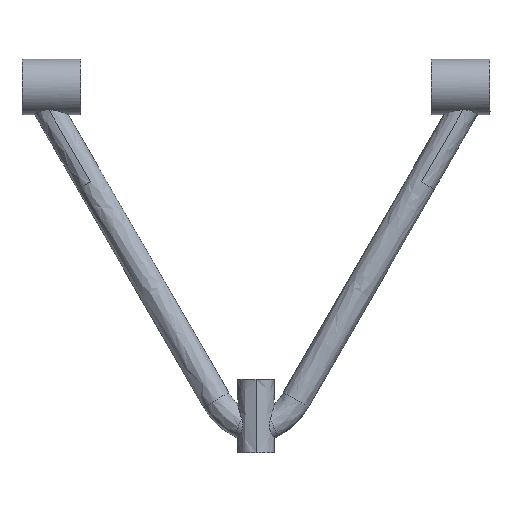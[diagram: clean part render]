
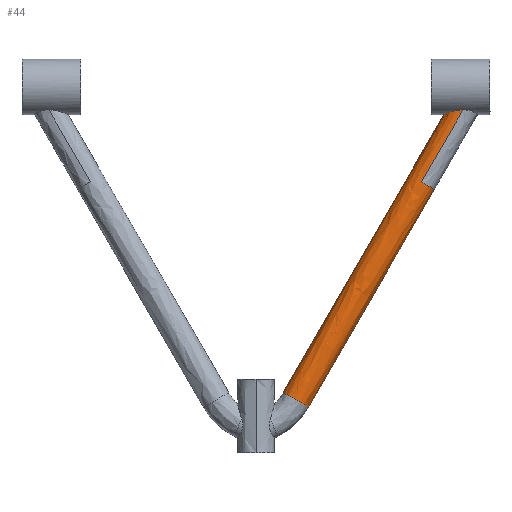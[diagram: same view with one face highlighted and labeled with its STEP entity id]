
A CAD part, front view. The second image highlights one B-rep face of the part: STEP entity #44.
In plain terms, the highlighted free-form (B-spline) face has degree [1, 2] with [2, 9] control points.
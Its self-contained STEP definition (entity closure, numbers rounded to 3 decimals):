
#44=ADVANCED_FACE('',(#104),#836,.T.);
#104=FACE_OUTER_BOUND('',#160,.T.);
#160=EDGE_LOOP('',(#293,#294,#295,#296,#297,#298,#299,#300));
#293=ORIENTED_EDGE('',*,*,#507,.T.);
#294=ORIENTED_EDGE('',*,*,#513,.F.);
#295=ORIENTED_EDGE('',*,*,#517,.T.);
#296=ORIENTED_EDGE('',*,*,#512,.T.);
#297=ORIENTED_EDGE('',*,*,#515,.F.);
#298=ORIENTED_EDGE('',*,*,#516,.F.);
#299=ORIENTED_EDGE('',*,*,#509,.T.);
#300=ORIENTED_EDGE('',*,*,#508,.T.);
#507=EDGE_CURVE('',#760,#759,#616,.T.);
#508=EDGE_CURVE('',#761,#760,#687,.T.);
#509=EDGE_CURVE('',#762,#761,#617,.T.);
#512=EDGE_CURVE('',#757,#764,#618,.T.);
#513=EDGE_CURVE('',#765,#759,#619,.T.);
#515=EDGE_CURVE('',#766,#764,#690,.T.);
#516=EDGE_CURVE('',#762,#766,#691,.T.);
#517=EDGE_CURVE('',#765,#757,#621,.T.);
#616=B_SPLINE_CURVE_WITH_KNOTS('',1,(#2205,#2206),.UNSPECIFIED.,.F.,.F.,
(2,2),(-56.83,0.),.UNSPECIFIED.);
#617=B_SPLINE_CURVE_WITH_KNOTS('',1,(#2210,#2211),.UNSPECIFIED.,.F.,.F.,
(2,2),(0.,172.195),.UNSPECIFIED.);
#618=B_SPLINE_CURVE_WITH_KNOTS('',1,(#2220,#2221),.UNSPECIFIED.,.F.,.F.,
(2,2),(86.619,258.814),.UNSPECIFIED.);
#619=B_SPLINE_CURVE_WITH_KNOTS('',3,(#2222,#2223,#2224,#2225,#2226,#2227,
#2228,#2229,#2230,#2231,#2232,#2233,#2234,#2235,#2236,#2237),
 .UNSPECIFIED.,.F.,.F.,(4,2,2,2,2,2,2,4),(0.,0.031,0.062,
0.125,0.25,0.5,0.75,
1.),.UNSPECIFIED.);
#621=B_SPLINE_CURVE_WITH_KNOTS('',1,(#2262,#2263),.UNSPECIFIED.,.F.,.F.,
(2,2),(33.356,81.128),.UNSPECIFIED.);
#687=(
BOUNDED_CURVE()
B_SPLINE_CURVE(2,(#2207,#2208,#2209),.UNSPECIFIED.,.F.,.F.)
B_SPLINE_CURVE_WITH_KNOTS((3,3),(-15.708,0.),.UNSPECIFIED.)
CURVE()
GEOMETRIC_REPRESENTATION_ITEM()
RATIONAL_B_SPLINE_CURVE((1.,0.707,1.))
REPRESENTATION_ITEM('')
);
#690=(
BOUNDED_CURVE()
B_SPLINE_CURVE(2,(#2254,#2255,#2256),.UNSPECIFIED.,.F.,.F.)
B_SPLINE_CURVE_WITH_KNOTS((3,3),(0.,2.124),.UNSPECIFIED.)
CURVE()
GEOMETRIC_REPRESENTATION_ITEM()
RATIONAL_B_SPLINE_CURVE((1.,0.994,1.))
REPRESENTATION_ITEM('')
);
#691=(
BOUNDED_CURVE()
B_SPLINE_CURVE(2,(#2257,#2258,#2259,#2260,#2261),.UNSPECIFIED.,.F.,.F.)
B_SPLINE_CURVE_WITH_KNOTS((3,2,3),(0.,14.646,29.292),
 .UNSPECIFIED.)
CURVE()
GEOMETRIC_REPRESENTATION_ITEM()
RATIONAL_B_SPLINE_CURVE((1.,0.744,1.,0.744,1.))
REPRESENTATION_ITEM('')
);
#757=VERTEX_POINT('',#2143);
#759=VERTEX_POINT('',#2145);
#760=VERTEX_POINT('',#2146);
#761=VERTEX_POINT('',#2147);
#762=VERTEX_POINT('',#2148);
#764=VERTEX_POINT('',#2150);
#765=VERTEX_POINT('',#2151);
#766=VERTEX_POINT('',#2152);
#836=(
BOUNDED_SURFACE()
B_SPLINE_SURFACE(1,2,((#1530,#1531,#1532,#1533,#1534,#1535,#1536,#1537,
#1538),(#1539,#1540,#1541,#1542,#1543,#1544,#1545,#1546,#1547)),
 .UNSPECIFIED.,.F.,.F.,.F.)
B_SPLINE_SURFACE_WITH_KNOTS((2,2),(3,2,2,2,3),(0.,286.281),(0.,
1.571,3.142,4.712,6.283),
 .UNSPECIFIED.)
GEOMETRIC_REPRESENTATION_ITEM()
RATIONAL_B_SPLINE_SURFACE(((1.,0.707,1.,0.707,1.,
0.707,1.,0.707,1.),(1.,0.707,1.,0.707,
1.,0.707,1.,0.707,1.)))
REPRESENTATION_ITEM('')
SURFACE()
);
#1530=CARTESIAN_POINT('',(-14.869,0.387,9.879));
#1531=CARTESIAN_POINT('',(-14.869,-9.606,10.27));
#1532=CARTESIAN_POINT('',(-6.209,-9.801,5.274));
#1533=CARTESIAN_POINT('',(2.451,-9.997,0.278));
#1534=CARTESIAN_POINT('',(2.451,-0.004,-0.113));
#1535=CARTESIAN_POINT('',(2.451,9.988,-0.504));
#1536=CARTESIAN_POINT('',(-6.209,10.184,4.492));
#1537=CARTESIAN_POINT('',(-14.869,10.379,9.488));
#1538=CARTESIAN_POINT('',(-14.869,0.387,9.879));
#1539=CARTESIAN_POINT('',(-158.009,-9.312,-237.858));
#1540=CARTESIAN_POINT('',(-158.009,-19.304,-237.467));
#1541=CARTESIAN_POINT('',(-149.348,-19.5,-242.463));
#1542=CARTESIAN_POINT('',(-140.688,-19.696,-247.459));
#1543=CARTESIAN_POINT('',(-140.688,-9.703,-247.85));
#1544=CARTESIAN_POINT('',(-140.688,0.289,-248.242));
#1545=CARTESIAN_POINT('',(-149.348,0.485,-243.245));
#1546=CARTESIAN_POINT('',(-158.009,0.68,-238.249));
#1547=CARTESIAN_POINT('',(-158.009,-9.312,-237.858));
#2143=CARTESIAN_POINT('',(-55.433,-2.362,-60.326));
#2145=CARTESIAN_POINT('',(-18.358,-10.624,-15.752));
#2146=CARTESIAN_POINT('',(-46.772,-12.55,-64.931));
#2147=CARTESIAN_POINT('',(-38.112,-2.753,-70.318));
#2148=CARTESIAN_POINT('',(-124.209,-8.587,-219.33));
#2150=CARTESIAN_POINT('',(-141.53,-8.196,-209.338));
#2151=CARTESIAN_POINT('',(-31.547,-0.743,-18.986));
#2152=CARTESIAN_POINT('',(-141.335,-10.306,-209.367));
#2205=CARTESIAN_POINT('',(-46.772,-12.55,-64.931));
#2206=CARTESIAN_POINT('',(-18.358,-10.624,-15.752));
#2207=CARTESIAN_POINT('',(-38.112,-2.753,-70.318));
#2208=CARTESIAN_POINT('',(-38.112,-12.745,-69.927));
#2209=CARTESIAN_POINT('',(-46.772,-12.55,-64.931));
#2210=CARTESIAN_POINT('',(-124.209,-8.587,-219.33));
#2211=CARTESIAN_POINT('',(-38.112,-2.753,-70.318));
#2220=CARTESIAN_POINT('',(-55.433,-2.362,-60.326));
#2221=CARTESIAN_POINT('',(-141.53,-8.196,-209.338));
#2222=CARTESIAN_POINT('',(-31.547,-0.743,-18.986));
#2223=CARTESIAN_POINT('',(-31.547,-1.725,-18.947));
#2224=CARTESIAN_POINT('',(-31.404,-2.195,-18.877));
#2225=CARTESIAN_POINT('',(-31.187,-2.984,-18.769));
#2226=CARTESIAN_POINT('',(-31.073,-3.283,-18.717));
#2227=CARTESIAN_POINT('',(-30.729,-4.085,-18.564));
#2228=CARTESIAN_POINT('',(-30.492,-4.493,-18.467));
#2229=CARTESIAN_POINT('',(-29.783,-5.568,-18.181));
#2230=CARTESIAN_POINT('',(-29.297,-6.107,-18.001));
#2231=CARTESIAN_POINT('',(-27.822,-7.523,-17.475));
#2232=CARTESIAN_POINT('',(-26.804,-8.197,-17.152));
#2233=CARTESIAN_POINT('',(-24.674,-9.32,-16.57));
#2234=CARTESIAN_POINT('',(-23.563,-9.754,-16.309));
#2235=CARTESIAN_POINT('',(-21.159,-10.401,-15.905));
#2236=CARTESIAN_POINT('',(-19.879,-10.624,-15.752));
#2237=CARTESIAN_POINT('',(-18.358,-10.624,-15.752));
#2254=CARTESIAN_POINT('',(-141.335,-10.306,-209.367));
#2255=CARTESIAN_POINT('',(-141.53,-9.261,-209.296));
#2256=CARTESIAN_POINT('',(-141.53,-8.196,-209.338));
#2257=CARTESIAN_POINT('',(-124.209,-8.587,-219.33));
#2258=CARTESIAN_POINT('',(-124.209,-17.57,-218.978));
#2259=CARTESIAN_POINT('',(-131.952,-18.348,-214.474));
#2260=CARTESIAN_POINT('',(-139.694,-19.125,-209.97));
#2261=CARTESIAN_POINT('',(-141.335,-10.306,-209.367));
#2262=CARTESIAN_POINT('',(-31.547,-0.743,-18.986));
#2263=CARTESIAN_POINT('',(-55.433,-2.362,-60.326));
